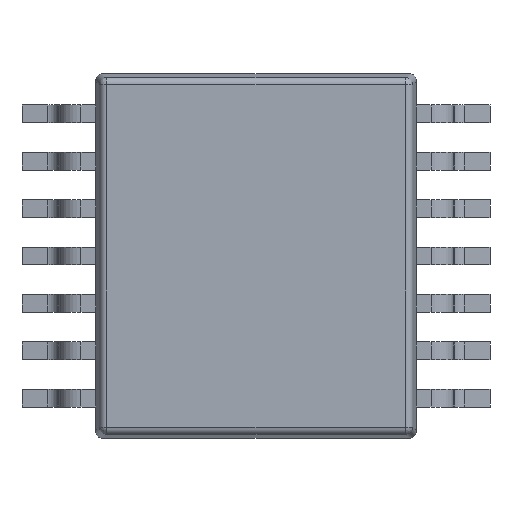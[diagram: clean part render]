
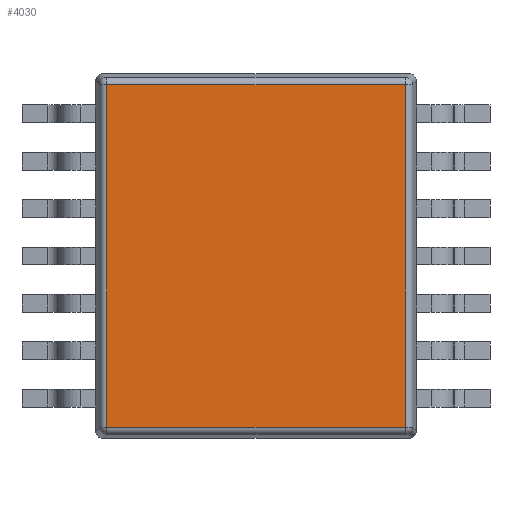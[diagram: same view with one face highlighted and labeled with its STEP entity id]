
A CAD part, top view. The second image highlights one B-rep face of the part: STEP entity #4030.
In plain terms, the highlighted planar face has unit normal (0, 0, 1).
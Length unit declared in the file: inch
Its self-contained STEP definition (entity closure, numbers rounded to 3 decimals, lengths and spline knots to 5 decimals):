
#13 = LINE ( 'NONE', #2154, #10173 ) ;
#50 = VERTEX_POINT ( 'NONE', #10069 ) ;
#719 = DIRECTION ( 'NONE',  ( 0., -1., 0. ) ) ;
#764 = EDGE_CURVE ( 'NONE', #50, #970, #10217, .T. ) ;
#844 = CARTESIAN_POINT ( 'NONE',  ( 0., 0.09252, 0.03937 ) ) ;
#901 = VECTOR ( 'NONE', #719, 39.37008 ) ;
#970 = VERTEX_POINT ( 'NONE', #5570 ) ;
#996 = CARTESIAN_POINT ( 'NONE',  ( -0.08071, 0.09252, 0.03937 ) ) ;
#1683 = LINE ( 'NONE', #844, #6890 ) ;
#1878 = AXIS2_PLACEMENT_3D ( 'NONE', #8904, #4674, #6590 ) ;
#2090 = DIRECTION ( 'NONE',  ( 0., 1., 0. ) ) ;
#2154 = CARTESIAN_POINT ( 'NONE',  ( 0.08071, 0., 0.03937 ) ) ;
#2230 = EDGE_CURVE ( 'NONE', #970, #13331, #13, .T. ) ;
#2701 = CARTESIAN_POINT ( 'NONE',  ( 0., -0.09252, 0.03937 ) ) ;
#3035 = EDGE_LOOP ( 'NONE', ( #8547, #5228, #11712, #4809 ) ) ;
#4030 = ADVANCED_FACE ( 'NONE', ( #8362 ), #5287, .T. ) ;
#4674 = DIRECTION ( 'NONE',  ( 0., 0., 1. ) ) ;
#4809 = ORIENTED_EDGE ( 'NONE', *, *, #9154, .T. ) ;
#5228 = ORIENTED_EDGE ( 'NONE', *, *, #2230, .T. ) ;
#5287 = PLANE ( 'NONE',  #1878 ) ;
#5570 = CARTESIAN_POINT ( 'NONE',  ( 0.08071, -0.09252, 0.03937 ) ) ;
#5840 = CARTESIAN_POINT ( 'NONE',  ( 0.08071, 0.09252, 0.03937 ) ) ;
#6590 = DIRECTION ( 'NONE',  ( 1., 0., 0. ) ) ;
#6890 = VECTOR ( 'NONE', #13378, 39.37008 ) ;
#7168 = VECTOR ( 'NONE', #11153, 39.37008 ) ;
#8322 = EDGE_CURVE ( 'NONE', #13331, #9256, #1683, .T. ) ;
#8362 = FACE_OUTER_BOUND ( 'NONE', #3035, .T. ) ;
#8547 = ORIENTED_EDGE ( 'NONE', *, *, #764, .T. ) ;
#8904 = CARTESIAN_POINT ( 'NONE',  ( 0., 0., 0.03937 ) ) ;
#9154 = EDGE_CURVE ( 'NONE', #9256, #50, #13382, .T. ) ;
#9256 = VERTEX_POINT ( 'NONE', #996 ) ;
#10069 = CARTESIAN_POINT ( 'NONE',  ( -0.08071, -0.09252, 0.03937 ) ) ;
#10173 = VECTOR ( 'NONE', #2090, 39.37008 ) ;
#10217 = LINE ( 'NONE', #2701, #7168 ) ;
#11153 = DIRECTION ( 'NONE',  ( 1., 0., 0. ) ) ;
#11187 = CARTESIAN_POINT ( 'NONE',  ( -0.08071, 0., 0.03937 ) ) ;
#11712 = ORIENTED_EDGE ( 'NONE', *, *, #8322, .T. ) ;
#13331 = VERTEX_POINT ( 'NONE', #5840 ) ;
#13378 = DIRECTION ( 'NONE',  ( -1., 0., 0. ) ) ;
#13382 = LINE ( 'NONE', #11187, #901 ) ;
